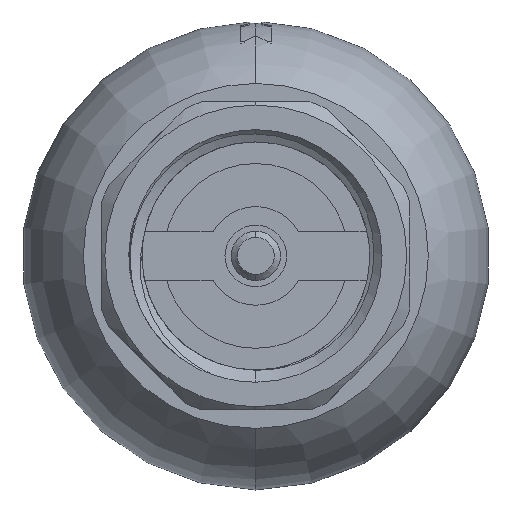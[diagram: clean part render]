
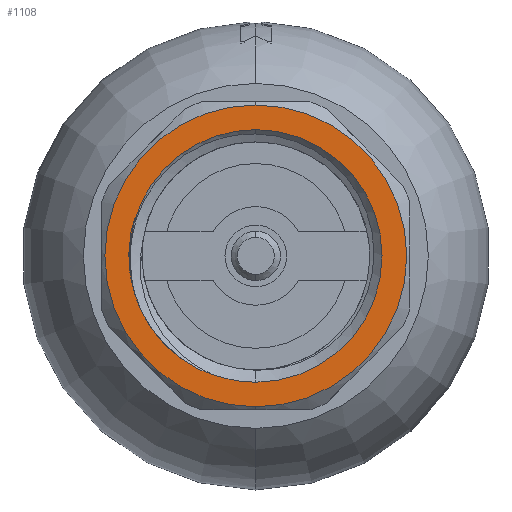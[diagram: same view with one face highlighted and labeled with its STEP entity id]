
A CAD part, left-side view. The second image highlights one B-rep face of the part: STEP entity #1108.
In plain terms, the highlighted planar face has unit normal (-1, 0, 0).
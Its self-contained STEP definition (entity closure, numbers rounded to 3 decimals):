
#159 = ORIENTED_EDGE ( 'NONE', *, *, #4720, .T. ) ;
#182 = VERTEX_POINT ( 'NONE', #6911 ) ;
#290 = CARTESIAN_POINT ( 'NONE',  ( -24.25, 6.919, -7.759 ) ) ;
#368 = EDGE_CURVE ( 'NONE', #2628, #6569, #1229, .T. ) ;
#650 = AXIS2_PLACEMENT_3D ( 'NONE', #4788, #3706, #6895 ) ;
#705 = VERTEX_POINT ( 'NONE', #5408 ) ;
#791 = VERTEX_POINT ( 'NONE', #3377 ) ;
#836 = CARTESIAN_POINT ( 'NONE',  ( -24.25, 8.636, -5.667 ) ) ;
#966 = PLANE ( 'NONE',  #6740 ) ;
#1108 = ADVANCED_FACE ( 'NONE', ( #2062, #2856 ), #966, .T. ) ;
#1229 = CIRCLE ( 'NONE', #650, 12.25 ) ;
#1332 = EDGE_LOOP ( 'NONE', ( #6954, #1368, #159, #2737, #4100, #3311 ) ) ;
#1368 = ORIENTED_EDGE ( 'NONE', *, *, #3563, .T. ) ;
#1467 = CARTESIAN_POINT ( 'NONE',  ( -24.25, 9.577, -3.872 ) ) ;
#1470 = DIRECTION ( 'NONE',  ( 1., 0., 0. ) ) ;
#1527 = AXIS2_PLACEMENT_3D ( 'NONE', #5701, #7486, #7466 ) ;
#1558 = CARTESIAN_POINT ( 'NONE',  ( -24.25, 0., -10.25 ) ) ;
#1592 = VERTEX_POINT ( 'NONE', #1558 ) ;
#1711 = B_SPLINE_CURVE_WITH_KNOTS ( 'NONE', 3,
 ( #3783, #3808, #5108, #5608 ),
 .UNSPECIFIED., .F., .F.,
 ( 4, 4 ),
 ( 0.004, 0.005 ),
 .UNSPECIFIED. ) ;
#1765 = EDGE_CURVE ( 'NONE', #6569, #2628, #5417, .T. ) ;
#1980 = CARTESIAN_POINT ( 'NONE',  ( -24.25, 0., 0. ) ) ;
#2062 = FACE_OUTER_BOUND ( 'NONE', #7152, .T. ) ;
#2181 = EDGE_CURVE ( 'NONE', #791, #2276, #1711, .T. ) ;
#2276 = VERTEX_POINT ( 'NONE', #4068 ) ;
#2425 = CARTESIAN_POINT ( 'NONE',  ( -24.25, 10.025, -2.134 ) ) ;
#2446 = DIRECTION ( 'NONE',  ( 0., 0., 1. ) ) ;
#2608 = DIRECTION ( 'NONE',  ( 0., 0., 1. ) ) ;
#2628 = VERTEX_POINT ( 'NONE', #6706 ) ;
#2683 = DIRECTION ( 'NONE',  ( 1., 0., 0. ) ) ;
#2737 = ORIENTED_EDGE ( 'NONE', *, *, #3954, .T. ) ;
#2856 = FACE_BOUND ( 'NONE', #1332, .T. ) ;
#3188 = AXIS2_PLACEMENT_3D ( 'NONE', #6206, #2683, #6818 ) ;
#3309 = CARTESIAN_POINT ( 'NONE',  ( -24.25, 4.622, -9.213 ) ) ;
#3311 = ORIENTED_EDGE ( 'NONE', *, *, #2181, .T. ) ;
#3377 = CARTESIAN_POINT ( 'NONE',  ( -24.25, 3.604, -9.595 ) ) ;
#3563 = EDGE_CURVE ( 'NONE', #705, #4370, #3923, .T. ) ;
#3706 = DIRECTION ( 'NONE',  ( -1., 0., 0. ) ) ;
#3783 = CARTESIAN_POINT ( 'NONE',  ( -24.25, 3.604, -9.595 ) ) ;
#3808 = CARTESIAN_POINT ( 'NONE',  ( -24.25, 3.949, -9.486 ) ) ;
#3897 = CARTESIAN_POINT ( 'NONE',  ( -24.25, 5.832, -8.606 ) ) ;
#3923 = B_SPLINE_CURVE_WITH_KNOTS ( 'NONE', 3,
 ( #5696, #5743, #5566, #5513 ),
 .UNSPECIFIED., .F., .F.,
 ( 4, 4 ),
 ( 0., 0.001 ),
 .UNSPECIFIED. ) ;
#3954 = EDGE_CURVE ( 'NONE', #182, #1592, #6466, .T. ) ;
#4068 = CARTESIAN_POINT ( 'NONE',  ( -24.25, 4.622, -9.213 ) ) ;
#4100 = ORIENTED_EDGE ( 'NONE', *, *, #6032, .T. ) ;
#4370 = VERTEX_POINT ( 'NONE', #2425 ) ;
#4506 = CARTESIAN_POINT ( 'NONE',  ( -24.25, 8.245, -6.223 ) ) ;
#4509 = ORIENTED_EDGE ( 'NONE', *, *, #1765, .T. ) ;
#4720 = EDGE_CURVE ( 'NONE', #4370, #182, #6630, .T. ) ;
#4788 = CARTESIAN_POINT ( 'NONE',  ( -24.25, 0., 0. ) ) ;
#4891 = ORIENTED_EDGE ( 'NONE', *, *, #368, .T. ) ;
#5082 = AXIS2_PLACEMENT_3D ( 'NONE', #5092, #1470, #5645 ) ;
#5090 = CARTESIAN_POINT ( 'NONE',  ( -24.25, 9.303, -4.49 ) ) ;
#5092 = CARTESIAN_POINT ( 'NONE',  ( -24.25, 0., 0. ) ) ;
#5108 = CARTESIAN_POINT ( 'NONE',  ( -24.25, 4.289, -9.359 ) ) ;
#5262 = B_SPLINE_CURVE_WITH_KNOTS ( 'NONE', 3,
 ( #3309, #3897, #290, #4506, #836, #5090, #1467, #5643 ),
 .UNSPECIFIED., .F., .F.,
 ( 4, 2, 2, 4 ),
 ( 0., 0.004, 0.006, 0.008 ),
 .UNSPECIFIED. ) ;
#5408 = CARTESIAN_POINT ( 'NONE',  ( -24.25, 9.789, -3.229 ) ) ;
#5417 = CIRCLE ( 'NONE', #1527, 12.25 ) ;
#5513 = CARTESIAN_POINT ( 'NONE',  ( -24.25, 10.025, -2.134 ) ) ;
#5566 = CARTESIAN_POINT ( 'NONE',  ( -24.25, 9.967, -2.502 ) ) ;
#5608 = CARTESIAN_POINT ( 'NONE',  ( -24.25, 4.622, -9.213 ) ) ;
#5643 = CARTESIAN_POINT ( 'NONE',  ( -24.25, 9.789, -3.229 ) ) ;
#5645 = DIRECTION ( 'NONE',  ( 0., 0., 1. ) ) ;
#5696 = CARTESIAN_POINT ( 'NONE',  ( -24.25, 9.789, -3.229 ) ) ;
#5701 = CARTESIAN_POINT ( 'NONE',  ( -24.25, 0., 0. ) ) ;
#5743 = CARTESIAN_POINT ( 'NONE',  ( -24.25, 9.888, -2.867 ) ) ;
#5760 = EDGE_CURVE ( 'NONE', #2276, #705, #5262, .T. ) ;
#5770 = DIRECTION ( 'NONE',  ( -1., 0., 0. ) ) ;
#5908 = CARTESIAN_POINT ( 'NONE',  ( -24.25, 0., -12.25 ) ) ;
#6032 = EDGE_CURVE ( 'NONE', #1592, #791, #7461, .T. ) ;
#6116 = DIRECTION ( 'NONE',  ( 1., 0., 0. ) ) ;
#6206 = CARTESIAN_POINT ( 'NONE',  ( -24.25, 0., 0. ) ) ;
#6247 = AXIS2_PLACEMENT_3D ( 'NONE', #1980, #6116, #2608 ) ;
#6466 = CIRCLE ( 'NONE', #5082, 10.25 ) ;
#6569 = VERTEX_POINT ( 'NONE', #5908 ) ;
#6630 = CIRCLE ( 'NONE', #3188, 10.25 ) ;
#6706 = CARTESIAN_POINT ( 'NONE',  ( -24.25, 0., 12.25 ) ) ;
#6740 = AXIS2_PLACEMENT_3D ( 'NONE', #7072, #5770, #2446 ) ;
#6818 = DIRECTION ( 'NONE',  ( 0., 0., 1. ) ) ;
#6895 = DIRECTION ( 'NONE',  ( 0., 0., 1. ) ) ;
#6911 = CARTESIAN_POINT ( 'NONE',  ( -24.25, 0., 10.25 ) ) ;
#6954 = ORIENTED_EDGE ( 'NONE', *, *, #5760, .T. ) ;
#7072 = CARTESIAN_POINT ( 'NONE',  ( -24.25, 0., 0. ) ) ;
#7152 = EDGE_LOOP ( 'NONE', ( #4509, #4891 ) ) ;
#7461 = CIRCLE ( 'NONE', #6247, 10.25 ) ;
#7466 = DIRECTION ( 'NONE',  ( 0., 0., 1. ) ) ;
#7486 = DIRECTION ( 'NONE',  ( -1., 0., 0. ) ) ;
